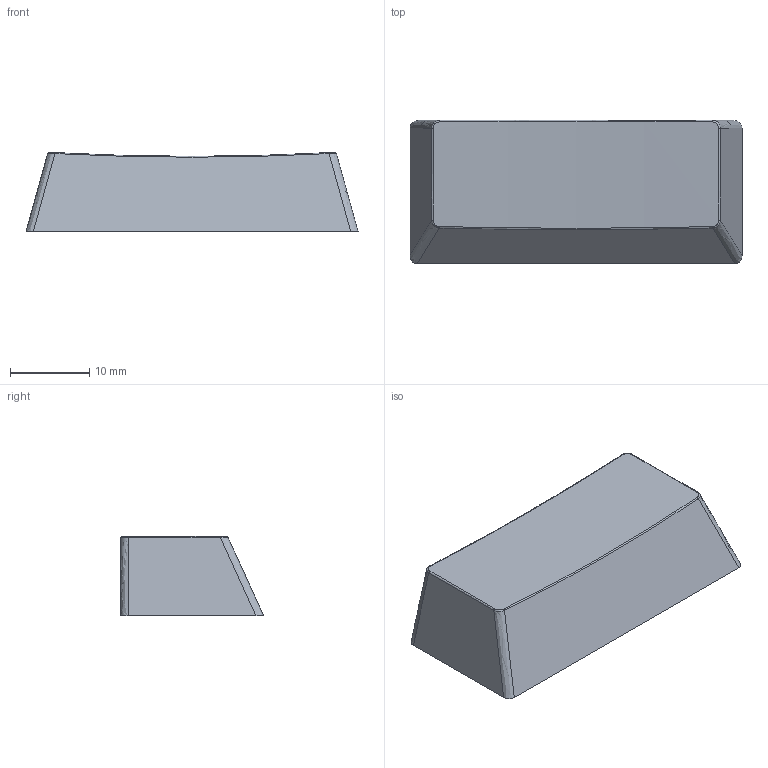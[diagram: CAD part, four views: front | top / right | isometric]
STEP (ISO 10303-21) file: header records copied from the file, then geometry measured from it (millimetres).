
FILE_DESCRIPTION(('FreeCAD Model'),'2;1');
FILE_NAME('Open CASCADE Shape Model','2023-07-20T22:32:52',( 'kicad StepUp'),('ksu MCAD'),'Open CASCADE STEP processor 7.6', 'FreeCAD','Unknown');
FILE_SCHEMA(('AUTOMOTIVE_DESIGN { 1 0 10303 214 1 1 1 1 }'));
Length unit declared in the file: millimetre
Products named in the file (1): row0_2_25u
Bounding box: 41.86 x 18.05 x 9.99 mm (x, y, z)
Volume: 1454.4 mm3; surface area: 3995.4 mm2
Topology: 1 solids, 1 shells, 72 faces, 181 edges, 118 vertices
Faces by surface type: plane 40, bspline 24, cylinder 8
Full cylindrical faces by diameter (mm): 5 x3
Entity records: 3491 total; most frequent: CARTESIAN_POINT 1933, ORIENTED_EDGE 362, DIRECTION 249, EDGE_CURVE 181, VERTEX_POINT 118, LINE 101, VECTOR 101, FACE_BOUND 79
